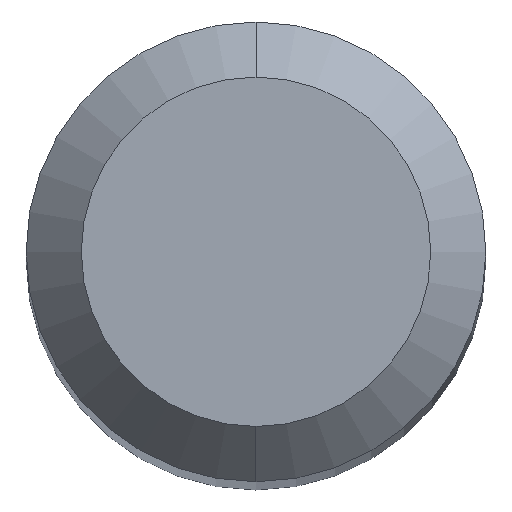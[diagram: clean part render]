
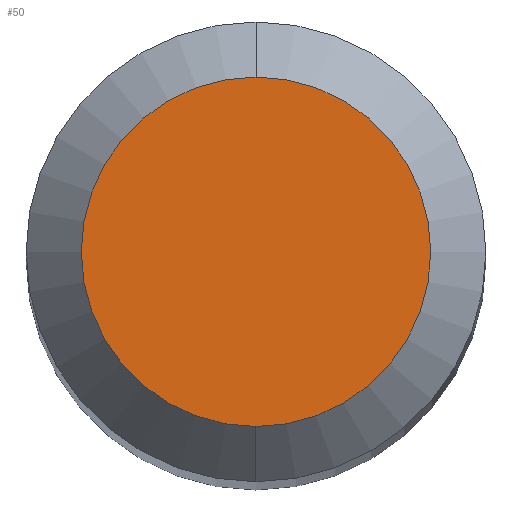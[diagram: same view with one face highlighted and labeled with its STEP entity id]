
A CAD part, top view. The second image highlights one B-rep face of the part: STEP entity #50.
In plain terms, the highlighted planar face has unit normal (0, 0, 1).
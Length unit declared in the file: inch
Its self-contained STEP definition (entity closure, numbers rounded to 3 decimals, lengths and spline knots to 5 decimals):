
#10 = ORIENTED_EDGE ( 'NONE', *, *, #75, .T. ) ;
#50 = ADVANCED_FACE ( 'NONE', ( #262 ), #419, .F. ) ;
#69 = EDGE_LOOP ( 'NONE', ( #411, #10 ) ) ;
#75 = EDGE_CURVE ( 'NONE', #283, #205, #397, .T. ) ;
#93 = CARTESIAN_POINT ( 'NONE',  ( 0., 0., 0. ) ) ;
#102 = DIRECTION ( 'NONE',  ( 0., 0., -1. ) ) ;
#124 = DIRECTION ( 'NONE',  ( 0., -1., 0. ) ) ;
#159 = CARTESIAN_POINT ( 'NONE',  ( 0., 0., 0. ) ) ;
#178 = CARTESIAN_POINT ( 'NONE',  ( 0., 0.0475, 0. ) ) ;
#199 = AXIS2_PLACEMENT_3D ( 'NONE', #159, #319, #124 ) ;
#205 = VERTEX_POINT ( 'NONE', #387 ) ;
#256 = DIRECTION ( 'NONE',  ( 0., -1., 0. ) ) ;
#262 = FACE_OUTER_BOUND ( 'NONE', #69, .T. ) ;
#268 = CARTESIAN_POINT ( 'NONE',  ( 0., -0.0475, 0. ) ) ;
#283 = VERTEX_POINT ( 'NONE', #268 ) ;
#294 = DIRECTION ( 'NONE',  ( 0., 0., 1. ) ) ;
#319 = DIRECTION ( 'NONE',  ( 0., 0., 1. ) ) ;
#345 = AXIS2_PLACEMENT_3D ( 'NONE', #178, #102, #347 ) ;
#347 = DIRECTION ( 'NONE',  ( 0., 1., 0. ) ) ;
#356 = CIRCLE ( 'NONE', #199, 0.0475 ) ;
#360 = EDGE_CURVE ( 'NONE', #205, #283, #356, .T. ) ;
#387 = CARTESIAN_POINT ( 'NONE',  ( 0., 0.0475, 0. ) ) ;
#397 = CIRCLE ( 'NONE', #413, 0.0475 ) ;
#411 = ORIENTED_EDGE ( 'NONE', *, *, #360, .T. ) ;
#413 = AXIS2_PLACEMENT_3D ( 'NONE', #93, #294, #256 ) ;
#419 = PLANE ( 'NONE',  #345 ) ;
